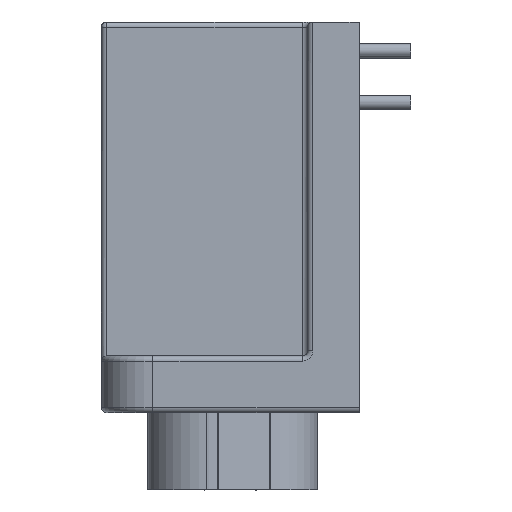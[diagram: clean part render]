
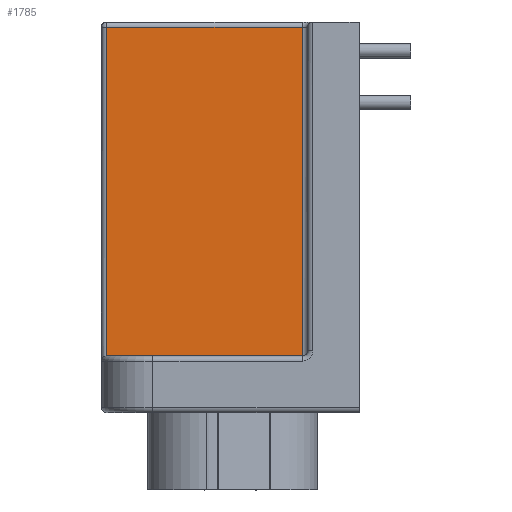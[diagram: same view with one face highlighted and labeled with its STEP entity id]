
A CAD part, left-side view. The second image highlights one B-rep face of the part: STEP entity #1785.
In plain terms, the highlighted planar face has unit normal (-1, 0, 0).
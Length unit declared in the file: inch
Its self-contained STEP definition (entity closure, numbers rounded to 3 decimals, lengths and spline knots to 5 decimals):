
#1708 = ORIENTED_EDGE ( 'NONE', *, *, #1709, .T. ) ;
#1709 = EDGE_CURVE ( 'NONE', #1710, #1711, #5308, .T. ) ;
#1710 = VERTEX_POINT ( 'NONE', #5301 ) ;
#1711 = VERTEX_POINT ( 'NONE', #5300 ) ;
#1712 = ORIENTED_EDGE ( 'NONE', *, *, #1713, .T. ) ;
#1713 = EDGE_CURVE ( 'NONE', #1711, #1714, #5299, .T. ) ;
#1714 = VERTEX_POINT ( 'NONE', #5295 ) ;
#1715 = VERTEX_POINT ( 'NONE', #5294 ) ;
#1765 = ORIENTED_EDGE ( 'NONE', *, *, #1766, .F. ) ;
#1766 = EDGE_CURVE ( 'NONE', #1715, #1714, #5404, .T. ) ;
#1767 = ORIENTED_EDGE ( 'NONE', *, *, #1768, .T. ) ;
#1768 = EDGE_CURVE ( 'NONE', #1715, #1710, #5400, .T. ) ;
#1785 = ADVANCED_FACE ( 'NONE', ( #5436 ), #5433, .F. ) ;
#1786 = EDGE_LOOP ( 'NONE', ( #1708, #1712, #1765, #1767 ) ) ;
#5294 = CARTESIAN_POINT ( 'NONE',  ( -0.15, 0.11, -0.592 ) ) ;
#5295 = CARTESIAN_POINT ( 'NONE',  ( -0.15, 0.49, -0.592 ) ) ;
#5296 = DIRECTION ( 'NONE',  ( 0., 0., -1. ) ) ;
#5297 = VECTOR ( 'NONE', #5296, 39.37008 ) ;
#5298 = CARTESIAN_POINT ( 'NONE',  ( -0.15, 0.49, -0.592 ) ) ;
#5299 = LINE ( 'NONE', #5298, #5297 ) ;
#5300 = CARTESIAN_POINT ( 'NONE',  ( -0.15, 0.49, 0.046 ) ) ;
#5301 = CARTESIAN_POINT ( 'NONE',  ( -0.15, 0.11, 0.046 ) ) ;
#5302 = DIRECTION ( 'NONE',  ( 0., 1., 0. ) ) ;
#5303 = VECTOR ( 'NONE', #5302, 39.37008 ) ;
#5304 = CARTESIAN_POINT ( 'NONE',  ( -0.15, 0.5, 0.046 ) ) ;
#5308 = LINE ( 'NONE', #5304, #5303 ) ;
#5397 = DIRECTION ( 'NONE',  ( 0., 0., 1. ) ) ;
#5398 = VECTOR ( 'NONE', #5397, 39.37008 ) ;
#5399 = CARTESIAN_POINT ( 'NONE',  ( -0.15, 0.11, 0.056 ) ) ;
#5400 = LINE ( 'NONE', #5399, #5398 ) ;
#5401 = DIRECTION ( 'NONE',  ( 0., 1., 0. ) ) ;
#5402 = VECTOR ( 'NONE', #5401, 39.37008 ) ;
#5403 = CARTESIAN_POINT ( 'NONE',  ( -0.15, 0.5, -0.592 ) ) ;
#5404 = LINE ( 'NONE', #5403, #5402 ) ;
#5428 = DIRECTION ( 'NONE',  ( 0., 1., 0. ) ) ;
#5429 = DIRECTION ( 'NONE',  ( 1., 0., 0. ) ) ;
#5430 = AXIS2_PLACEMENT_3D ( 'NONE', #5432, #5429, #5428 ) ;
#5432 = CARTESIAN_POINT ( 'NONE',  ( -0.15, 0.5, -0.592 ) ) ;
#5433 = PLANE ( 'NONE',  #5430 ) ;
#5436 = FACE_OUTER_BOUND ( 'NONE', #1786, .T. ) ;
